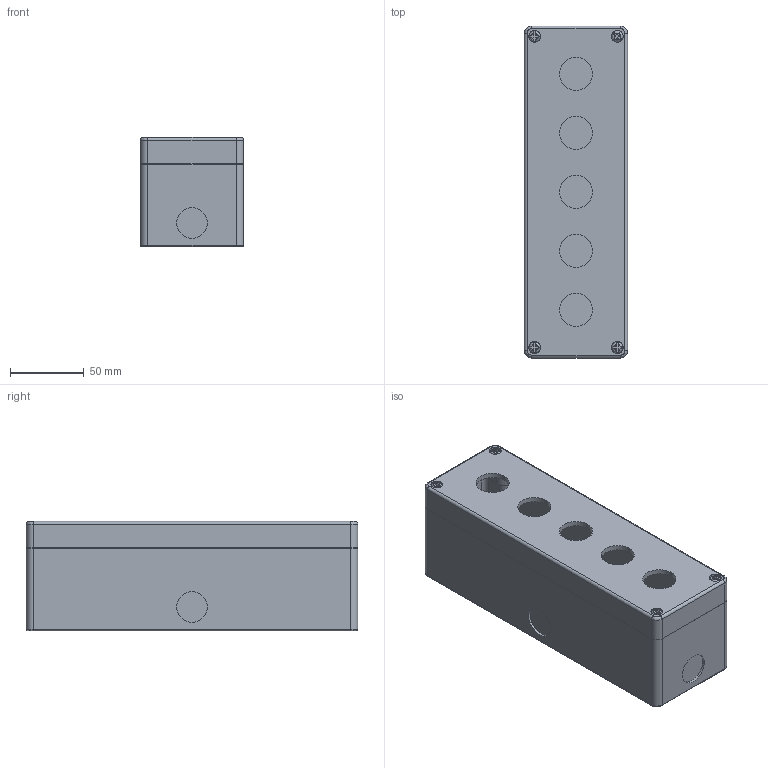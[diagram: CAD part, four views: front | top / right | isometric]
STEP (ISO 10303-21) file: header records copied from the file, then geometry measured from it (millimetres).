
FILE_DESCRIPTION (( 'STEP AP214' ), '1' );
FILE_NAME ('SA111.step', '2019-02-26T14:41:41', ( '' ), ( '' ), 'SwSTEP 2.0', 'SolidWorks 2018', '' );
FILE_SCHEMA (( 'AUTOMOTIVE_DESIGN' ));
Length unit declared in the file: inch
Products named in the file (1): SA111
Bounding box: 70 x 225 x 74.05 mm (x, y, z)
Volume: 269620.9 mm3; surface area: 148429.1 mm2
Topology: 6 solids, 6 shells, 497 faces, 1208 edges, 756 vertices
Faces by surface type: cylinder 202, plane 133, cone 124, bspline 38
Entity records: 23299 total; most frequent: CARTESIAN_POINT 4859, DIRECTION 2638, ORIENTED_EDGE 2416, EDGE_CURVE 1208, AXIS2_PLACEMENT_3D 1056, VERTEX_POINT 756, CIRCLE 596, EDGE_LOOP 556
